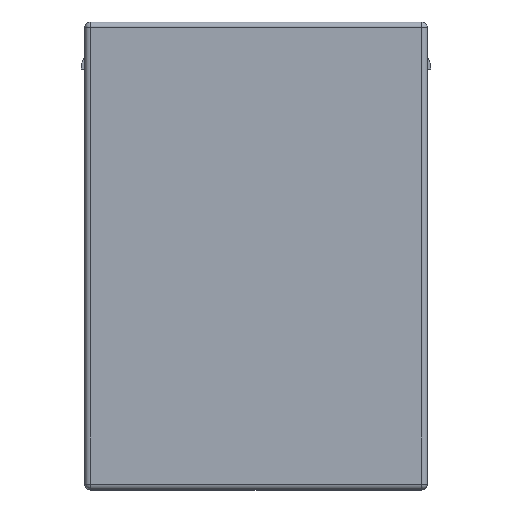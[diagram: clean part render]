
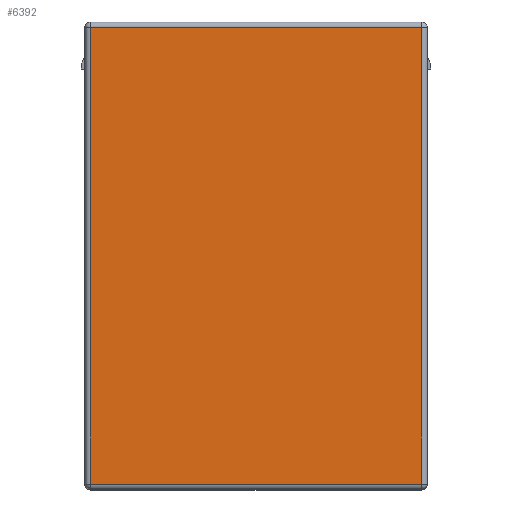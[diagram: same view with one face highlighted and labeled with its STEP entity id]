
A CAD part, top view. The second image highlights one B-rep face of the part: STEP entity #6392.
In plain terms, the highlighted planar face has unit normal (0, 0, 1).
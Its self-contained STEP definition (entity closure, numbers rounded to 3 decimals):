
#571=FACE_OUTER_BOUND('',#950,.T.);
#950=EDGE_LOOP('',(#5452,#5453,#5454,#5455));
#1679=LINE('',#10396,#2412);
#1681=LINE('',#10402,#2414);
#1682=LINE('',#10404,#2415);
#1683=LINE('',#10405,#2416);
#2412=VECTOR('',#8408,15.25);
#2414=VECTOR('',#8414,21.);
#2415=VECTOR('',#8415,15.25);
#2416=VECTOR('',#8416,21.);
#3055=VERTEX_POINT('',#10391);
#3056=VERTEX_POINT('',#10395);
#3058=VERTEX_POINT('',#10401);
#3059=VERTEX_POINT('',#10403);
#3894=EDGE_CURVE('',#3055,#3056,#1679,.T.);
#3897=EDGE_CURVE('',#3058,#3056,#1681,.T.);
#3898=EDGE_CURVE('',#3058,#3059,#1682,.T.);
#3899=EDGE_CURVE('',#3059,#3055,#1683,.T.);
#5452=ORIENTED_EDGE('',*,*,#3897,.F.);
#5453=ORIENTED_EDGE('',*,*,#3898,.T.);
#5454=ORIENTED_EDGE('',*,*,#3899,.T.);
#5455=ORIENTED_EDGE('',*,*,#3894,.T.);
#6097=PLANE('',#6888);
#6392=ADVANCED_FACE('',(#571),#6097,.F.);
#6888=AXIS2_PLACEMENT_3D('',#10400,#8412,#8413);
#8408=DIRECTION('',(-1.,0.,0.));
#8412=DIRECTION('center_axis',(0.,0.,-1.));
#8413=DIRECTION('ref_axis',(1.,0.,0.));
#8414=DIRECTION('',(0.,1.,0.));
#8415=DIRECTION('',(1.,0.,0.));
#8416=DIRECTION('',(0.,1.,0.));
#10391=CARTESIAN_POINT('',(12.07,4.1,13.55));
#10395=CARTESIAN_POINT('',(-3.18,4.1,13.55));
#10396=CARTESIAN_POINT('',(12.07,4.1,13.55));
#10400=CARTESIAN_POINT('Origin',(4.445,-16.9,13.55));
#10401=CARTESIAN_POINT('',(-3.18,-16.9,13.55));
#10402=CARTESIAN_POINT('',(-3.18,-16.9,13.55));
#10403=CARTESIAN_POINT('',(12.07,-16.9,13.55));
#10404=CARTESIAN_POINT('',(-3.18,-16.9,13.55));
#10405=CARTESIAN_POINT('',(12.07,-16.9,13.55));
